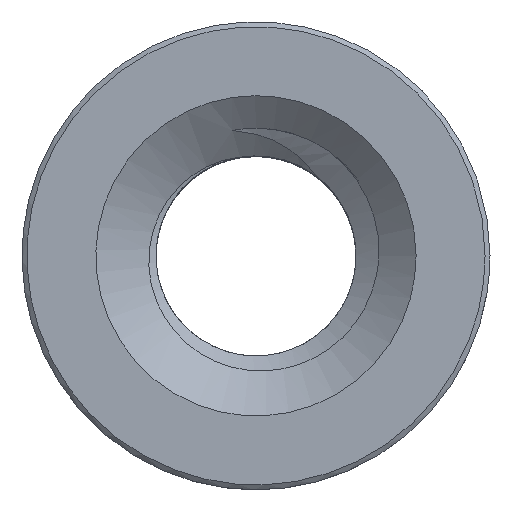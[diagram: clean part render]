
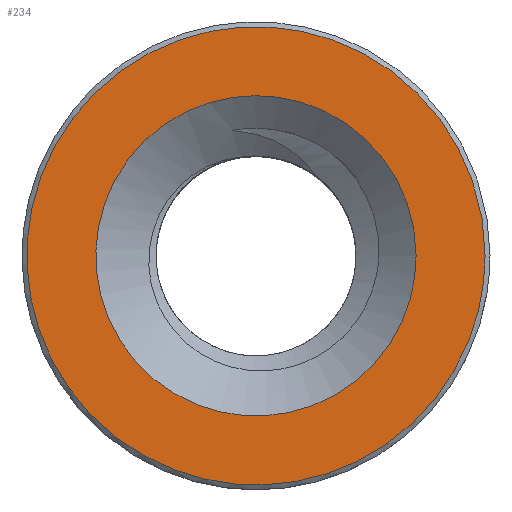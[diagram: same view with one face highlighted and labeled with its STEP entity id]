
A CAD part, top view. The second image highlights one B-rep face of the part: STEP entity #234.
In plain terms, the highlighted planar face has unit normal (0, 0, 1).
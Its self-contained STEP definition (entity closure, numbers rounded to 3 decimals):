
#27=FACE_BOUND('',#716,.T.);
#234=ADVANCED_FACE('',(#473,#27),#3911,.T.);
#473=FACE_OUTER_BOUND('',#715,.T.);
#715=EDGE_LOOP('',(#1861));
#716=EDGE_LOOP('',(#1862));
#1861=ORIENTED_EDGE('',*,*,#2608,.T.);
#1862=ORIENTED_EDGE('',*,*,#2728,.F.);
#2608=EDGE_CURVE('',#3799,#3799,#3386,.T.);
#2728=EDGE_CURVE('',#3847,#3847,#3434,.T.);
#3386=(
BOUNDED_CURVE()
B_SPLINE_CURVE(2,(#14699,#14700,#14701,#14702,#14703,#14704,#14705,#14706,
#14707),.UNSPECIFIED.,.T.,.F.)
B_SPLINE_CURVE_WITH_KNOTS((3,2,2,2,3),(0.,7.304,14.608,
21.912,29.216),.UNSPECIFIED.)
CURVE()
GEOMETRIC_REPRESENTATION_ITEM()
RATIONAL_B_SPLINE_CURVE((1.,0.707,1.,0.707,1.,0.707,
1.,0.707,1.))
REPRESENTATION_ITEM('')
);
#3434=(
BOUNDED_CURVE()
B_SPLINE_CURVE(2,(#15559,#15560,#15561,#15562,#15563,#15564,#15565,#15566,
#15567),.UNSPECIFIED.,.T.,.F.)
B_SPLINE_CURVE_WITH_KNOTS((3,2,2,2,3),(-62.832,-47.124,
-31.416,-15.708,0.),.UNSPECIFIED.)
CURVE()
GEOMETRIC_REPRESENTATION_ITEM()
RATIONAL_B_SPLINE_CURVE((1.,0.707,1.,0.707,1.,0.707,
1.,0.707,1.))
REPRESENTATION_ITEM('')
);
#3799=VERTEX_POINT('',#10593);
#3847=VERTEX_POINT('',#10641);
#3911=PLANE('',#4170);
#4170=AXIS2_PLACEMENT_3D('',#7046,#4225,$);
#4225=DIRECTION('',(0.,0.,1.));
#7046=CARTESIAN_POINT('',(-3.438,26.563,6.31));
#10593=CARTESIAN_POINT('',(2.692,30.,6.31));
#10641=CARTESIAN_POINT('',(1.882,30.,6.31));
#14699=CARTESIAN_POINT('',(2.692,30.,6.31));
#14700=CARTESIAN_POINT('',(2.692,32.692,6.31));
#14701=CARTESIAN_POINT('',(0.,32.692,6.31));
#14702=CARTESIAN_POINT('',(-2.692,32.692,6.31));
#14703=CARTESIAN_POINT('',(-2.692,30.,6.31));
#14704=CARTESIAN_POINT('',(-2.692,27.308,6.31));
#14705=CARTESIAN_POINT('',(0.,27.308,6.31));
#14706=CARTESIAN_POINT('',(2.692,27.308,6.31));
#14707=CARTESIAN_POINT('',(2.692,30.,6.31));
#15559=CARTESIAN_POINT('',(1.882,30.,6.31));
#15560=CARTESIAN_POINT('',(1.882,31.882,6.31));
#15561=CARTESIAN_POINT('',(0.,31.882,6.31));
#15562=CARTESIAN_POINT('',(-1.882,31.882,6.31));
#15563=CARTESIAN_POINT('',(-1.882,30.,6.31));
#15564=CARTESIAN_POINT('',(-1.882,28.118,6.31));
#15565=CARTESIAN_POINT('',(0.,28.118,6.31));
#15566=CARTESIAN_POINT('',(1.882,28.118,6.31));
#15567=CARTESIAN_POINT('',(1.882,30.,6.31));
